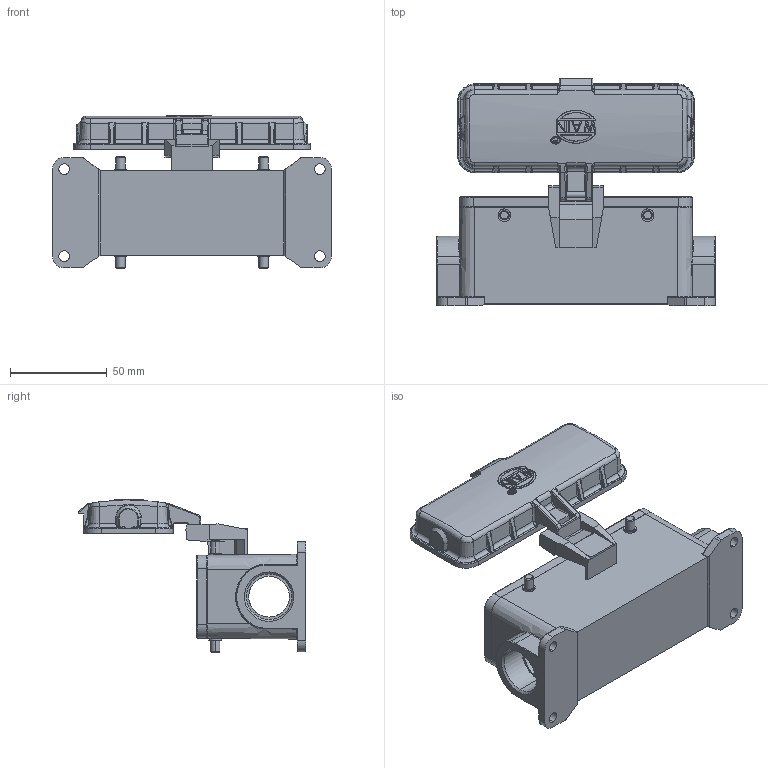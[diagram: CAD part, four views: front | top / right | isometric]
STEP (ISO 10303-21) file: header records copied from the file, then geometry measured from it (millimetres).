
FILE_DESCRIPTION (( 'STEP AP203' ), '1' );
FILE_NAME ('H24B-SF-4B-MCV-2M25.STP', '2017-08-23T12:18:29', ( '微软用户' ), ( '微软中国' ), 'SwSTEP 2.0', 'SolidWorks 2012', '' );
FILE_SCHEMA (( 'CONFIG_CONTROL_DESIGN' ));
Length unit declared in the file: millimetre
Products named in the file (1): H24B-SF-4B-MCV-2M25
Bounding box: 144 x 117.62 x 78.96 mm (x, y, z)
Volume: 131446.4 mm3; surface area: 77550 mm2
Topology: 1 solids, 1 shells, 1245 faces, 2993 edges, 1770 vertices
Faces by surface type: cylinder 419, bspline 395, plane 350, cone 35, torus 26, sphere 20
Entity records: 50459 total; most frequent: CARTESIAN_POINT 24914, ORIENTED_EDGE 5954, DIRECTION 4493, EDGE_CURVE 2977, VERTEX_POINT 1770, AXIS2_PLACEMENT_3D 1652, EDGE_LOOP 1299, FACE_OUTER_BOUND 1245
